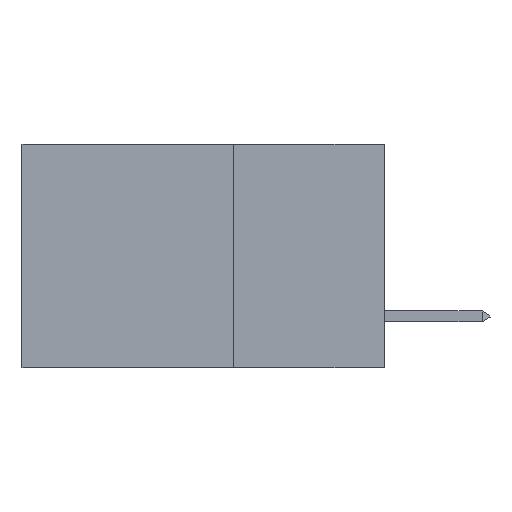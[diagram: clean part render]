
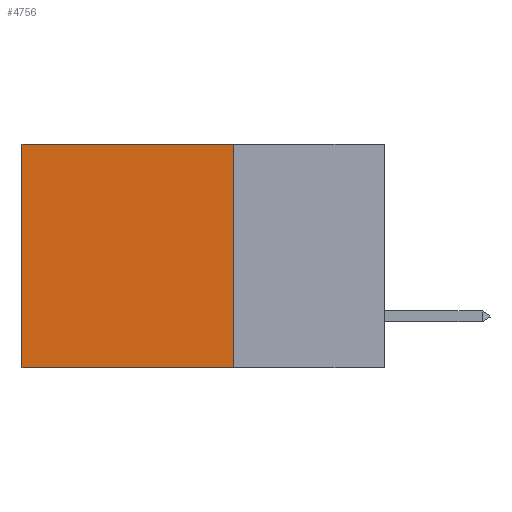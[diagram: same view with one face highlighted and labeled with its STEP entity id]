
A CAD part, left-side view. The second image highlights one B-rep face of the part: STEP entity #4756.
In plain terms, the highlighted planar face has unit normal (-1, 0, 0).
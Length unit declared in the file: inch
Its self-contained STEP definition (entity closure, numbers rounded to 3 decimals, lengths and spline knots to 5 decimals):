
#542 = VERTEX_POINT ( 'NONE', #3765 ) ;
#846 = ORIENTED_EDGE ( 'NONE', *, *, #7480, .F. ) ;
#1351 = CARTESIAN_POINT ( 'NONE',  ( 0.2875, 0.6, 0. ) ) ;
#2139 = EDGE_CURVE ( 'NONE', #20413, #6850, #3534, .T. ) ;
#2385 = ORIENTED_EDGE ( 'NONE', *, *, #19831, .T. ) ;
#3534 = LINE ( 'NONE', #19284, #20073 ) ;
#3765 = CARTESIAN_POINT ( 'NONE',  ( 0.2875, 0.6, 0. ) ) ;
#4719 = ORIENTED_EDGE ( 'NONE', *, *, #2139, .F. ) ;
#4756 = ADVANCED_FACE ( 'NONE', ( #9682 ), #16861, .F. ) ;
#5286 = VECTOR ( 'NONE', #24561, 39.37008 ) ;
#6297 = EDGE_LOOP ( 'NONE', ( #2385, #846, #4719, #22793 ) ) ;
#6544 = DIRECTION ( 'NONE',  ( 0., 1., 0. ) ) ;
#6850 = VERTEX_POINT ( 'NONE', #17411 ) ;
#7109 = DIRECTION ( 'NONE',  ( 0., 0., -1. ) ) ;
#7480 = EDGE_CURVE ( 'NONE', #6850, #7535, #13374, .T. ) ;
#7535 = VERTEX_POINT ( 'NONE', #22656 ) ;
#8725 = EDGE_CURVE ( 'NONE', #20413, #542, #17803, .T. ) ;
#8959 = DIRECTION ( 'NONE',  ( 1., 0., 0. ) ) ;
#9682 = FACE_OUTER_BOUND ( 'NONE', #6297, .T. ) ;
#11940 = AXIS2_PLACEMENT_3D ( 'NONE', #18872, #8959, #7109 ) ;
#12701 = VECTOR ( 'NONE', #6544, 39.37008 ) ;
#13374 = LINE ( 'NONE', #18649, #21159 ) ;
#14079 = DIRECTION ( 'NONE',  ( 0., 0., -1. ) ) ;
#16546 = DIRECTION ( 'NONE',  ( 0., 1., 0. ) ) ;
#16861 = PLANE ( 'NONE',  #11940 ) ;
#17411 = CARTESIAN_POINT ( 'NONE',  ( 0.2875, 0.25, -0.37 ) ) ;
#17803 = LINE ( 'NONE', #18061, #12701 ) ;
#18061 = CARTESIAN_POINT ( 'NONE',  ( 0.2875, 0.25, 0. ) ) ;
#18649 = CARTESIAN_POINT ( 'NONE',  ( 0.2875, 0.25, -0.37 ) ) ;
#18872 = CARTESIAN_POINT ( 'NONE',  ( 0.2875, 0.25, 0. ) ) ;
#19284 = CARTESIAN_POINT ( 'NONE',  ( 0.2875, 0.25, 0. ) ) ;
#19831 = EDGE_CURVE ( 'NONE', #542, #7535, #20282, .T. ) ;
#20073 = VECTOR ( 'NONE', #14079, 39.37008 ) ;
#20098 = CARTESIAN_POINT ( 'NONE',  ( 0.2875, 0.25, 0. ) ) ;
#20282 = LINE ( 'NONE', #1351, #5286 ) ;
#20413 = VERTEX_POINT ( 'NONE', #20098 ) ;
#21159 = VECTOR ( 'NONE', #16546, 39.37008 ) ;
#22656 = CARTESIAN_POINT ( 'NONE',  ( 0.2875, 0.6, -0.37 ) ) ;
#22793 = ORIENTED_EDGE ( 'NONE', *, *, #8725, .T. ) ;
#24561 = DIRECTION ( 'NONE',  ( 0., 0., -1. ) ) ;
